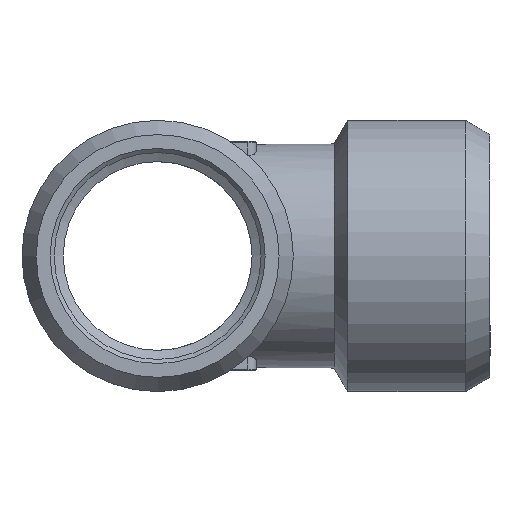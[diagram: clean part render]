
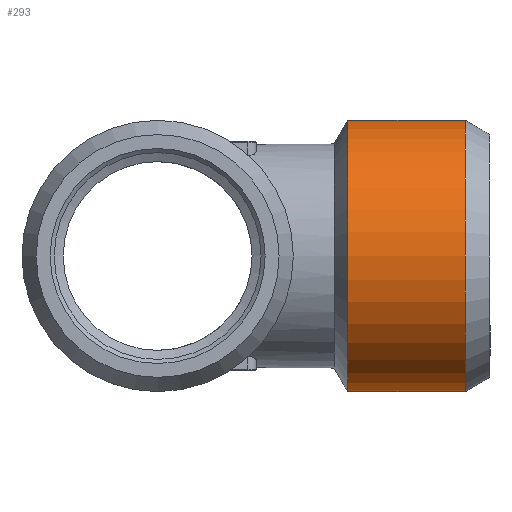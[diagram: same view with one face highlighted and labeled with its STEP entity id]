
A CAD part, left-side view. The second image highlights one B-rep face of the part: STEP entity #293.
In plain terms, the highlighted cylindrical face has radius 16.529 mm (diameter 33.059 mm), a full revolution.
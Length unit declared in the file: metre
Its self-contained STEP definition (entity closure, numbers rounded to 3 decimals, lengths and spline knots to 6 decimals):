
#293 = ADVANCED_FACE( 'NONE', ( #610, #611 ), #612, .T. );
#610 = FACE_OUTER_BOUND( '', #1331, .T. );
#611 = FACE_OUTER_BOUND( '', #1332, .T. );
#612 = CYLINDRICAL_SURFACE( '', #1333, 0.01653 );
#1331 = EDGE_LOOP( '', ( #2080 ) );
#1332 = EDGE_LOOP( '', ( #2081 ) );
#1333 = AXIS2_PLACEMENT_3D( '', #2082, #2083, #2084 );
#2080 = ORIENTED_EDGE( '', *, *, #2251, .T. );
#2081 = ORIENTED_EDGE( '', *, *, #2235, .F. );
#2082 = CARTESIAN_POINT( '', ( 0., -0.0215, 0. ) );
#2083 = DIRECTION( '', ( 0., -1., 0. ) );
#2084 = DIRECTION( '', ( 0., 0., 1. ) );
#2235 = EDGE_CURVE( 'NONE', #2618, #2618, #2619, .T. );
#2251 = EDGE_CURVE( 'NONE', #2641, #2641, #2642, .T. );
#2618 = VERTEX_POINT( '', #3464 );
#2619 = CIRCLE( '', #3465, 0.01653 );
#2641 = VERTEX_POINT( '', #3491 );
#2642 = CIRCLE( '', #3492, 0.01653 );
#3464 = CARTESIAN_POINT( '', ( -0.01653, -0.0375, 0. ) );
#3465 = AXIS2_PLACEMENT_3D( '', #3993, #3994, #3995 );
#3491 = CARTESIAN_POINT( '', ( 0., -0.023162, 0.01653 ) );
#3492 = AXIS2_PLACEMENT_3D( '', #4018, #4019, #4020 );
#3993 = CARTESIAN_POINT( '', ( 0., -0.0375, 0. ) );
#3994 = DIRECTION( '', ( 0., -1., 0. ) );
#3995 = DIRECTION( '', ( -1., 0., 0. ) );
#4018 = CARTESIAN_POINT( '', ( 0., -0.023162, 0. ) );
#4019 = DIRECTION( '', ( 0., -1., 0. ) );
#4020 = DIRECTION( '', ( 0., 0., 1. ) );
